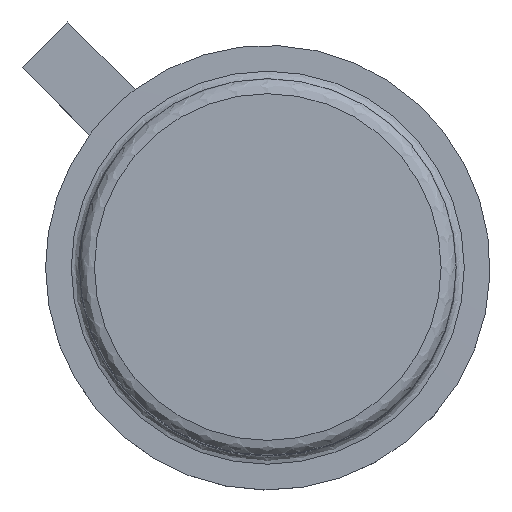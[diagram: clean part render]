
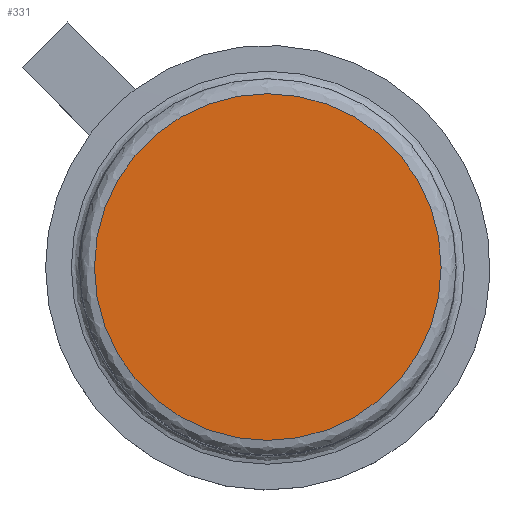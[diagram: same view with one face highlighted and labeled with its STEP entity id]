
A CAD part, top view. The second image highlights one B-rep face of the part: STEP entity #331.
In plain terms, the highlighted planar face has unit normal (0, 0, 1).
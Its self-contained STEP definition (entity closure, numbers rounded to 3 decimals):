
#30=DIRECTION('',(-1.,0.,0.));
#60=DIRECTION('',(0.,0.,1.));
#317=ORIENTED_EDGE('',*,*,#318,.T.);
#318=EDGE_CURVE('',#319,#319,#321,.T.);
#319=VERTEX_POINT('',#320);
#320=CARTESIAN_POINT('',(-1.007,0.,10.33));
#321=CIRCLE('',#322,2.277);
#322=AXIS2_PLACEMENT_3D('',#323,#60,#30);
#323=CARTESIAN_POINT('',(1.27,0.,10.33));
#331=ADVANCED_FACE('',(#332),#334,.T.);
#332=FACE_BOUND('',#333,.T.);
#333=EDGE_LOOP('',(#317));
#334=PLANE('',#322);
